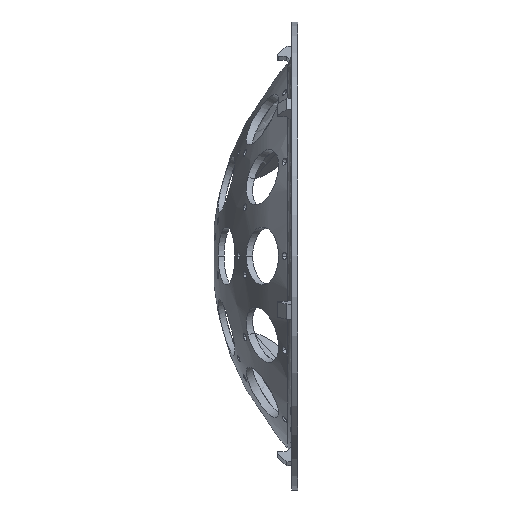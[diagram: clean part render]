
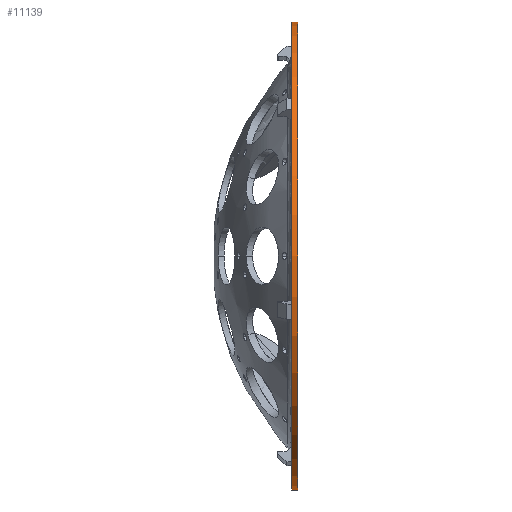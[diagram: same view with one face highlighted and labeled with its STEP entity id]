
A CAD part, left-side view. The second image highlights one B-rep face of the part: STEP entity #11139.
In plain terms, the highlighted cylindrical face has radius 223 mm (diameter 446 mm), a partial arc.
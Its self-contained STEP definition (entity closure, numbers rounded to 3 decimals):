
#48 = DIRECTION ( 'NONE',  ( 0., 0., 1. ) ) ;
#517 = LINE ( 'NONE', #942, #13587 ) ;
#942 = CARTESIAN_POINT ( 'NONE',  ( 0., 284.983, 223. ) ) ;
#1061 = VERTEX_POINT ( 'NONE', #18689 ) ;
#1623 = DIRECTION ( 'NONE',  ( 0., 1., 0. ) ) ;
#4465 = VERTEX_POINT ( 'NONE', #6762 ) ;
#4750 = AXIS2_PLACEMENT_3D ( 'NONE', #10355, #1623, #25479 ) ;
#6273 = EDGE_LOOP ( 'NONE', ( #24306, #8972, #26613, #9460 ) ) ;
#6433 = EDGE_CURVE ( 'NONE', #1061, #16152, #17687, .T. ) ;
#6762 = CARTESIAN_POINT ( 'NONE',  ( 0., 195., -223. ) ) ;
#7002 = VERTEX_POINT ( 'NONE', #26356 ) ;
#8972 = ORIENTED_EDGE ( 'NONE', *, *, #6433, .T. ) ;
#9460 = ORIENTED_EDGE ( 'NONE', *, *, #12270, .F. ) ;
#9483 = CARTESIAN_POINT ( 'NONE',  ( 0., 189., 0. ) ) ;
#10355 = CARTESIAN_POINT ( 'NONE',  ( 0., 284.983, 0. ) ) ;
#11139 = ADVANCED_FACE ( 'NONE', ( #16866 ), #21229, .T. ) ;
#11387 = DIRECTION ( 'NONE',  ( 0., 1., 0. ) ) ;
#12270 = EDGE_CURVE ( 'NONE', #4465, #7002, #23700, .T. ) ;
#12355 = DIRECTION ( 'NONE',  ( 0., 1., 0. ) ) ;
#13494 = LINE ( 'NONE', #23294, #25217 ) ;
#13587 = VECTOR ( 'NONE', #11387, 1000. ) ;
#16152 = VERTEX_POINT ( 'NONE', #16410 ) ;
#16410 = CARTESIAN_POINT ( 'NONE',  ( 0., 189., 223. ) ) ;
#16866 = FACE_OUTER_BOUND ( 'NONE', #6273, .T. ) ;
#17687 = CIRCLE ( 'NONE', #19044, 223. ) ;
#17983 = DIRECTION ( 'NONE',  ( 0., 1., 0. ) ) ;
#18689 = CARTESIAN_POINT ( 'NONE',  ( 0., 189., -223. ) ) ;
#18757 = EDGE_CURVE ( 'NONE', #1061, #4465, #13494, .T. ) ;
#19044 = AXIS2_PLACEMENT_3D ( 'NONE', #9483, #17983, #20507 ) ;
#19560 = DIRECTION ( 'NONE',  ( 0., 1., 0. ) ) ;
#20507 = DIRECTION ( 'NONE',  ( 0., 0., 1. ) ) ;
#21229 = CYLINDRICAL_SURFACE ( 'NONE', #4750, 223. ) ;
#23294 = CARTESIAN_POINT ( 'NONE',  ( 0., 284.983, -223. ) ) ;
#23700 = CIRCLE ( 'NONE', #25060, 223. ) ;
#24306 = ORIENTED_EDGE ( 'NONE', *, *, #18757, .F. ) ;
#25060 = AXIS2_PLACEMENT_3D ( 'NONE', #25342, #12355, #48 ) ;
#25217 = VECTOR ( 'NONE', #19560, 1000. ) ;
#25342 = CARTESIAN_POINT ( 'NONE',  ( 0., 195., 0. ) ) ;
#25479 = DIRECTION ( 'NONE',  ( 0., 0., 1. ) ) ;
#25791 = EDGE_CURVE ( 'NONE', #16152, #7002, #517, .T. ) ;
#26356 = CARTESIAN_POINT ( 'NONE',  ( 0., 195., 223. ) ) ;
#26613 = ORIENTED_EDGE ( 'NONE', *, *, #25791, .T. ) ;
